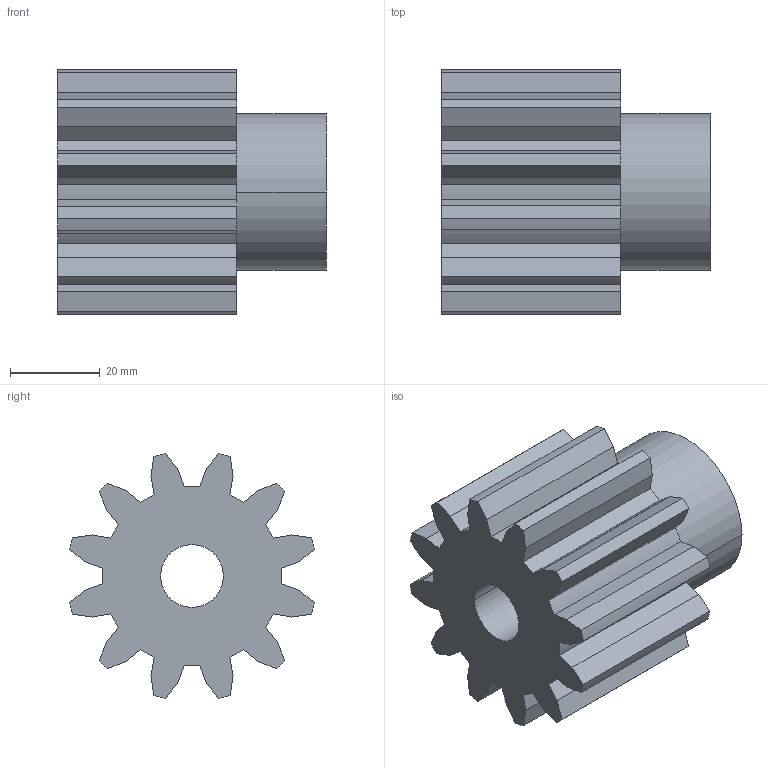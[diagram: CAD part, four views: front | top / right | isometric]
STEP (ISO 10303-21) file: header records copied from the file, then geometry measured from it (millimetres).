
FILE_DESCRIPTION( ( '' ), '1' );
FILE_NAME( '23411012.stp', '2007-11-07T03:31:34', ( '' ), ( '' ), ' ', ' ', ' ' );
FILE_SCHEMA( ( 'automotive_design' ) );
Length unit declared in the file: millimetre
Products named in the file (1): 1
Bounding box: 60 x 54.72 x 54.72 mm (x, y, z)
Volume: 81493.2 mm3; surface area: 19366.5 mm2
Topology: 1 solids, 1 shells, 79 faces, 228 edges, 152 vertices
Faces by surface type: plane 51, cylinder 28
Entity records: 5158 total; most frequent: STYLED_ITEM 460, PRESENTATION_STYLE_ASSIGNMENT 460, CARTESIAN_POINT 460, COLOUR_RGB 460, ORIENTED_EDGE 456, DIRECTION 444, EDGE_CURVE 228, CURVE_STYLE 228
